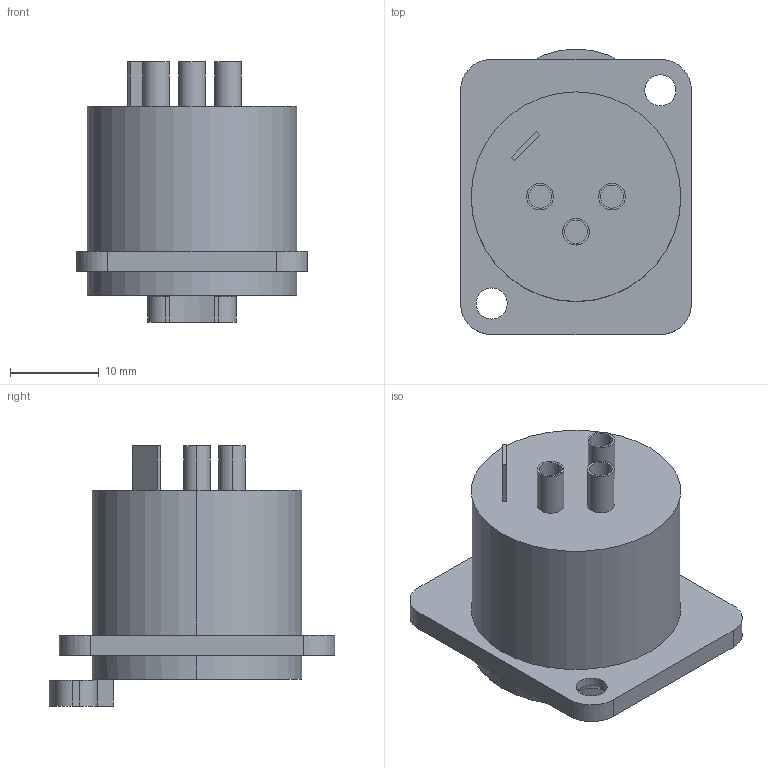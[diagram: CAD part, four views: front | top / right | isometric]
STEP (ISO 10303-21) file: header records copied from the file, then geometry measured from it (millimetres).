
FILE_DESCRIPTION((''),'2;1');
FILE_NAME('D-NC3FD-L-1','2008-11-04T',('odo'),(''),'PRO/ENGINEER BY PARAMETRIC TECHNOLOGY CORPORATION, 2007460','PRO/ENGINEER BY PARAMETRIC TECHNOLOGY CORPORATION, 2007460','');
FILE_SCHEMA(('CONFIG_CONTROL_DESIGN'));
Length unit declared in the file: millimetre
Products named in the file (1): D-NC3FD-L-1
Bounding box: 26 x 32.12 x 29.3 mm (x, y, z)
Volume: 8776.4 mm3; surface area: 5497.8 mm2
Topology: 1 solids, 1 shells, 75 faces, 176 edges, 116 vertices
Faces by surface type: cylinder 39, plane 32, cone 4
Entity records: 2230 total; most frequent: DIRECTION 412, CARTESIAN_POINT 367, ORIENTED_EDGE 352, EDGE_CURVE 176, AXIS2_PLACEMENT_3D 161, VERTEX_POINT 116, EDGE_LOOP 92, VECTOR 90
